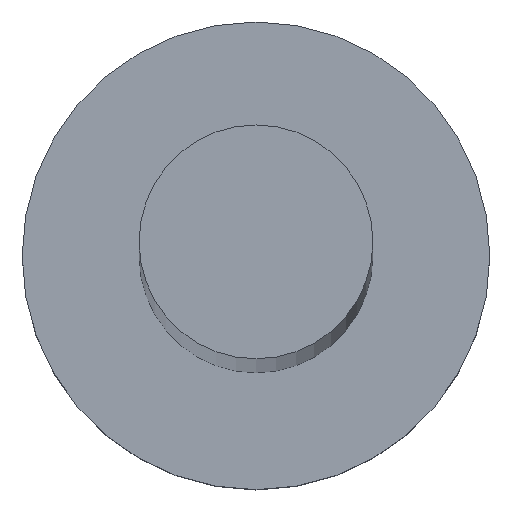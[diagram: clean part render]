
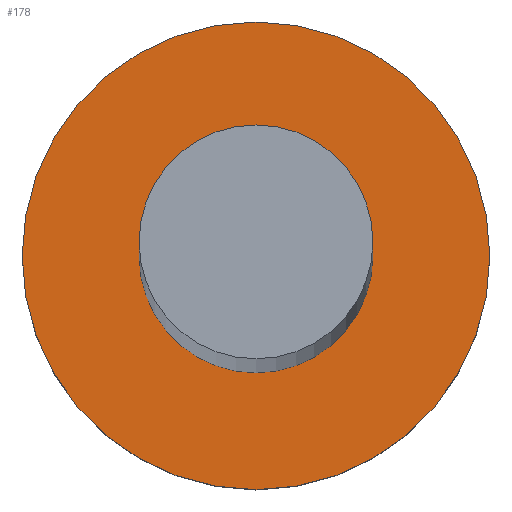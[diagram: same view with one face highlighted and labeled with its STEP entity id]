
A CAD part, top view. The second image highlights one B-rep face of the part: STEP entity #178.
In plain terms, the highlighted planar face has unit normal (0, 0, 1).
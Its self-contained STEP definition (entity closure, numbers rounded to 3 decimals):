
#3 = ORIENTED_EDGE ( 'NONE', *, *, #45, .F. ) ;
#12 = CARTESIAN_POINT ( 'NONE',  ( -4., 0., 3. ) ) ;
#23 = CARTESIAN_POINT ( 'NONE',  ( 0., 0., 3. ) ) ;
#28 = EDGE_CURVE ( 'NONE', #142, #74, #106, .T. ) ;
#30 = DIRECTION ( 'NONE',  ( 1., 0., 0. ) ) ;
#37 = DIRECTION ( 'NONE',  ( 1., 0., 0. ) ) ;
#45 = EDGE_CURVE ( 'NONE', #140, #171, #110, .T. ) ;
#46 = DIRECTION ( 'NONE',  ( 0., 0., 1. ) ) ;
#48 = CARTESIAN_POINT ( 'NONE',  ( 2., 0., 3. ) ) ;
#51 = PLANE ( 'NONE',  #221 ) ;
#53 = ORIENTED_EDGE ( 'NONE', *, *, #28, .T. ) ;
#68 = DIRECTION ( 'NONE',  ( 0., 0., 1. ) ) ;
#73 = AXIS2_PLACEMENT_3D ( 'NONE', #88, #68, #30 ) ;
#74 = VERTEX_POINT ( 'NONE', #118 ) ;
#81 = ORIENTED_EDGE ( 'NONE', *, *, #107, .T. ) ;
#88 = CARTESIAN_POINT ( 'NONE',  ( 0., 0., 3. ) ) ;
#99 = DIRECTION ( 'NONE',  ( 0., 0., 1. ) ) ;
#103 = CARTESIAN_POINT ( 'NONE',  ( 0., 0., 3. ) ) ;
#106 = CIRCLE ( 'NONE', #120, 4. ) ;
#107 = EDGE_CURVE ( 'NONE', #74, #142, #137, .T. ) ;
#110 = CIRCLE ( 'NONE', #175, 2. ) ;
#118 = CARTESIAN_POINT ( 'NONE',  ( 4., 0., 3. ) ) ;
#120 = AXIS2_PLACEMENT_3D ( 'NONE', #103, #99, #173 ) ;
#124 = EDGE_CURVE ( 'NONE', #171, #140, #163, .T. ) ;
#126 = AXIS2_PLACEMENT_3D ( 'NONE', #247, #46, #162 ) ;
#130 = CARTESIAN_POINT ( 'NONE',  ( 0., 0., 3. ) ) ;
#132 = CARTESIAN_POINT ( 'NONE',  ( -2., 0., 3. ) ) ;
#134 = EDGE_LOOP ( 'NONE', ( #3, #231 ) ) ;
#137 = CIRCLE ( 'NONE', #73, 4. ) ;
#140 = VERTEX_POINT ( 'NONE', #132 ) ;
#142 = VERTEX_POINT ( 'NONE', #12 ) ;
#162 = DIRECTION ( 'NONE',  ( 1., 0., 0. ) ) ;
#163 = CIRCLE ( 'NONE', #126, 2. ) ;
#166 = EDGE_LOOP ( 'NONE', ( #53, #81 ) ) ;
#171 = VERTEX_POINT ( 'NONE', #48 ) ;
#173 = DIRECTION ( 'NONE',  ( 1., 0., 0. ) ) ;
#175 = AXIS2_PLACEMENT_3D ( 'NONE', #23, #241, #37 ) ;
#178 = ADVANCED_FACE ( 'NONE', ( #205, #226 ), #51, .T. ) ;
#188 = DIRECTION ( 'NONE',  ( 1., 0., 0. ) ) ;
#205 = FACE_BOUND ( 'NONE', #134, .T. ) ;
#207 = DIRECTION ( 'NONE',  ( 0., 0., 1. ) ) ;
#221 = AXIS2_PLACEMENT_3D ( 'NONE', #130, #207, #188 ) ;
#226 = FACE_OUTER_BOUND ( 'NONE', #166, .T. ) ;
#231 = ORIENTED_EDGE ( 'NONE', *, *, #124, .F. ) ;
#241 = DIRECTION ( 'NONE',  ( 0., 0., 1. ) ) ;
#247 = CARTESIAN_POINT ( 'NONE',  ( 0., 0., 3. ) ) ;
